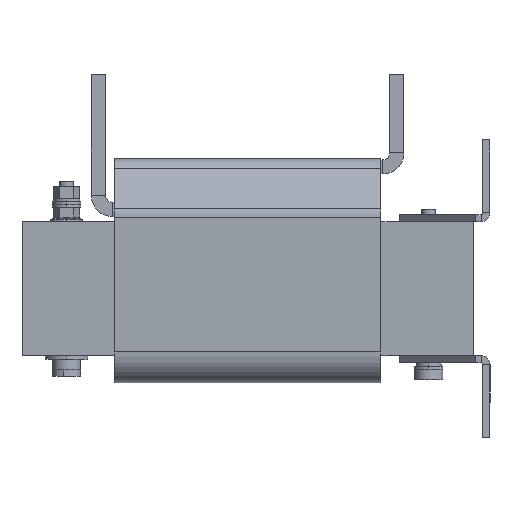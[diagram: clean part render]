
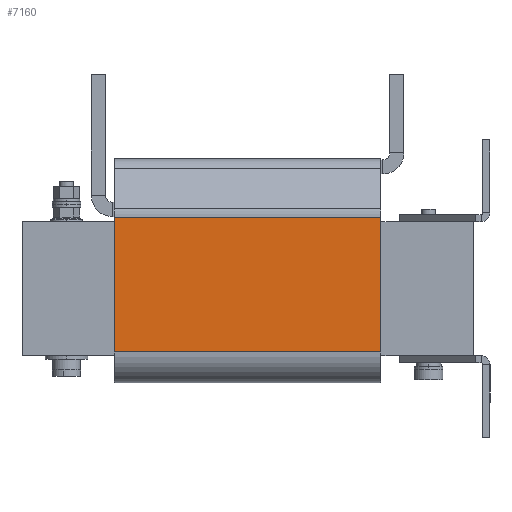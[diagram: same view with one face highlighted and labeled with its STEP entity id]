
A CAD part, left-side view. The second image highlights one B-rep face of the part: STEP entity #7160.
In plain terms, the highlighted planar face has unit normal (-1, 0, 0).
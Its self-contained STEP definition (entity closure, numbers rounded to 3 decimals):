
#254 = CARTESIAN_POINT ( 'NONE',  ( -142.1, 75., -35.614 ) ) ;
#468 = DIRECTION ( 'NONE',  ( 0., 0., 1. ) ) ;
#964 = DIRECTION ( 'NONE',  ( 1., 0., 0. ) ) ;
#1330 = DIRECTION ( 'NONE',  ( 0., -1., 0. ) ) ;
#1378 = ORIENTED_EDGE ( 'NONE', *, *, #14762, .T. ) ;
#2619 = CARTESIAN_POINT ( 'NONE',  ( -142.1, 75., 40.211 ) ) ;
#2665 = CARTESIAN_POINT ( 'NONE',  ( -142.1, 75., 40.211 ) ) ;
#2888 = VERTEX_POINT ( 'NONE', #14580 ) ;
#4505 = VECTOR ( 'NONE', #11517, 1000. ) ;
#4950 = CARTESIAN_POINT ( 'NONE',  ( -142.1, 75., -35.614 ) ) ;
#5547 = VECTOR ( 'NONE', #468, 1000. ) ;
#5597 = LINE ( 'NONE', #9115, #4505 ) ;
#6231 = LINE ( 'NONE', #8693, #5547 ) ;
#6758 = VERTEX_POINT ( 'NONE', #13915 ) ;
#7160 = ADVANCED_FACE ( 'Defeature ausgef�hrt3_113', ( #15052 ), #10349, .F. ) ;
#7948 = ORIENTED_EDGE ( 'NONE', *, *, #11586, .T. ) ;
#8450 = LINE ( 'NONE', #2619, #10990 ) ;
#8693 = CARTESIAN_POINT ( 'NONE',  ( -142.1, 75., -35.614 ) ) ;
#9088 = ORIENTED_EDGE ( 'NONE', *, *, #9500, .F. ) ;
#9115 = CARTESIAN_POINT ( 'NONE',  ( -142.1, -75., -35.614 ) ) ;
#9500 = EDGE_CURVE ( 'NONE', #14926, #2888, #8450, .T. ) ;
#10349 = PLANE ( 'NONE',  #14718 ) ;
#10990 = VECTOR ( 'NONE', #12012, 1000. ) ;
#11186 = EDGE_LOOP ( 'NONE', ( #1378, #9088, #12746, #7948 ) ) ;
#11354 = CARTESIAN_POINT ( 'NONE',  ( -142.1, 75., -35.614 ) ) ;
#11517 = DIRECTION ( 'NONE',  ( 0., 0., 1. ) ) ;
#11586 = EDGE_CURVE ( 'NONE', #13589, #6758, #13109, .T. ) ;
#11657 = DIRECTION ( 'NONE',  ( 0., -1., 0. ) ) ;
#12012 = DIRECTION ( 'NONE',  ( 0., -1., 0. ) ) ;
#12746 = ORIENTED_EDGE ( 'NONE', *, *, #14138, .F. ) ;
#13109 = LINE ( 'NONE', #4950, #14803 ) ;
#13589 = VERTEX_POINT ( 'NONE', #254 ) ;
#13915 = CARTESIAN_POINT ( 'NONE',  ( -142.1, -75., -35.614 ) ) ;
#14138 = EDGE_CURVE ( 'NONE', #13589, #14926, #6231, .T. ) ;
#14580 = CARTESIAN_POINT ( 'NONE',  ( -142.1, -75., 40.211 ) ) ;
#14718 = AXIS2_PLACEMENT_3D ( 'NONE', #11354, #964, #11657 ) ;
#14762 = EDGE_CURVE ( 'NONE', #6758, #2888, #5597, .T. ) ;
#14803 = VECTOR ( 'NONE', #1330, 1000. ) ;
#14926 = VERTEX_POINT ( 'NONE', #2665 ) ;
#15052 = FACE_OUTER_BOUND ( 'NONE', #11186, .T. ) ;
